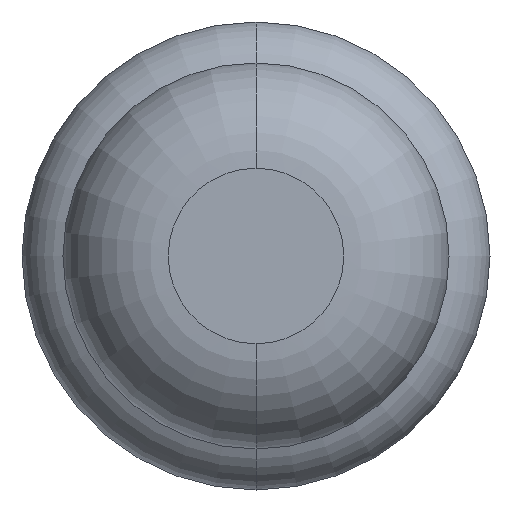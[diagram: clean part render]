
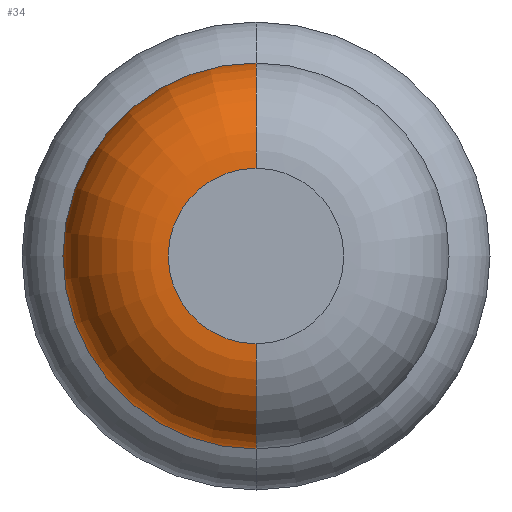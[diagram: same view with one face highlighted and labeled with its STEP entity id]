
A CAD part, front view. The second image highlights one B-rep face of the part: STEP entity #34.
In plain terms, the highlighted toroidal (fillet/blend) face has major radius 0.375 mm and minor radius 0.45 mm.
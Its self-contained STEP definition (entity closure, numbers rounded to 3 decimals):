
#34 = ADVANCED_FACE ( 'Defeature ausgef�hrt1_7', ( #1519 ), #2960, .T. ) ;
#58 = ORIENTED_EDGE ( 'NONE', *, *, #407, .T. ) ;
#261 = CARTESIAN_POINT ( 'NONE',  ( 0., -30.4, 0.375 ) ) ;
#400 = EDGE_CURVE ( 'Defeature ausgef�hrt1_8+Defeature ausgef�hrt1_7+Defeature ausgef�hrt1_7+Defeature ausgef�hrt1_7', #1005, #4077, #1922, .T. ) ;
#407 = EDGE_CURVE ( 'Defeature ausgef�hrt1_7+Defeature ausgef�hrt1_6+Defeature ausgef�hrt1_6+Defeature ausgef�hrt1_6', #3116, #648, #2030, .T. ) ;
#522 = DIRECTION ( 'NONE',  ( 0., 1., 0. ) ) ;
#648 = VERTEX_POINT ( 'NONE', #261 ) ;
#698 = DIRECTION ( 'NONE',  ( 1., 0., 0. ) ) ;
#772 = DIRECTION ( 'NONE',  ( 0., 1., 0. ) ) ;
#826 = CARTESIAN_POINT ( 'NONE',  ( 0., -30.4, 0. ) ) ;
#871 = CARTESIAN_POINT ( 'NONE',  ( 0., -29.95, 0. ) ) ;
#1005 = VERTEX_POINT ( 'NONE', #3638 ) ;
#1016 = ORIENTED_EDGE ( 'NONE', *, *, #3736, .F. ) ;
#1106 = EDGE_LOOP ( 'NONE', ( #1016, #58, #1640, #3810 ) ) ;
#1174 = DIRECTION ( 'NONE',  ( 0., 0., 1. ) ) ;
#1426 = CIRCLE ( 'NONE', #4205, 0.45 ) ;
#1519 = FACE_OUTER_BOUND ( 'NONE', #1106, .T. ) ;
#1608 = AXIS2_PLACEMENT_3D ( 'NONE', #3142, #3619, #3261 ) ;
#1640 = ORIENTED_EDGE ( 'NONE', *, *, #2723, .T. ) ;
#1877 = DIRECTION ( 'NONE',  ( 0., 1., 0. ) ) ;
#1922 = CIRCLE ( 'NONE', #3390, 0.825 ) ;
#2030 = CIRCLE ( 'NONE', #3829, 0.375 ) ;
#2329 = CARTESIAN_POINT ( 'NONE',  ( 0., -29.95, -0.375 ) ) ;
#2340 = CIRCLE ( 'NONE', #1608, 0.45 ) ;
#2523 = CARTESIAN_POINT ( 'NONE',  ( 0., -30.4, -0.375 ) ) ;
#2723 = EDGE_CURVE ( 'NONE', #648, #4077, #2340, .T. ) ;
#2960 = TOROIDAL_SURFACE ( 'NONE', #3471, 0.375, 0.45 ) ;
#3096 = CARTESIAN_POINT ( 'NONE',  ( 0., -29.95, 0. ) ) ;
#3116 = VERTEX_POINT ( 'NONE', #2523 ) ;
#3142 = CARTESIAN_POINT ( 'NONE',  ( 0., -29.95, 0.375 ) ) ;
#3227 = CARTESIAN_POINT ( 'NONE',  ( 0., -29.95, 0.825 ) ) ;
#3261 = DIRECTION ( 'NONE',  ( 0., 0., 1. ) ) ;
#3390 = AXIS2_PLACEMENT_3D ( 'NONE', #3096, #522, #1174 ) ;
#3471 = AXIS2_PLACEMENT_3D ( 'NONE', #871, #1877, #3566 ) ;
#3566 = DIRECTION ( 'NONE',  ( 0., 0., 1. ) ) ;
#3590 = DIRECTION ( 'NONE',  ( 0., 0., -1. ) ) ;
#3619 = DIRECTION ( 'NONE',  ( -1., 0., 0. ) ) ;
#3638 = CARTESIAN_POINT ( 'NONE',  ( 0., -29.95, -0.825 ) ) ;
#3736 = EDGE_CURVE ( 'NONE', #3116, #1005, #1426, .T. ) ;
#3756 = DIRECTION ( 'NONE',  ( 0., 0., 1. ) ) ;
#3810 = ORIENTED_EDGE ( 'NONE', *, *, #400, .F. ) ;
#3829 = AXIS2_PLACEMENT_3D ( 'NONE', #826, #772, #3756 ) ;
#4077 = VERTEX_POINT ( 'NONE', #3227 ) ;
#4205 = AXIS2_PLACEMENT_3D ( 'NONE', #2329, #698, #3590 ) ;
